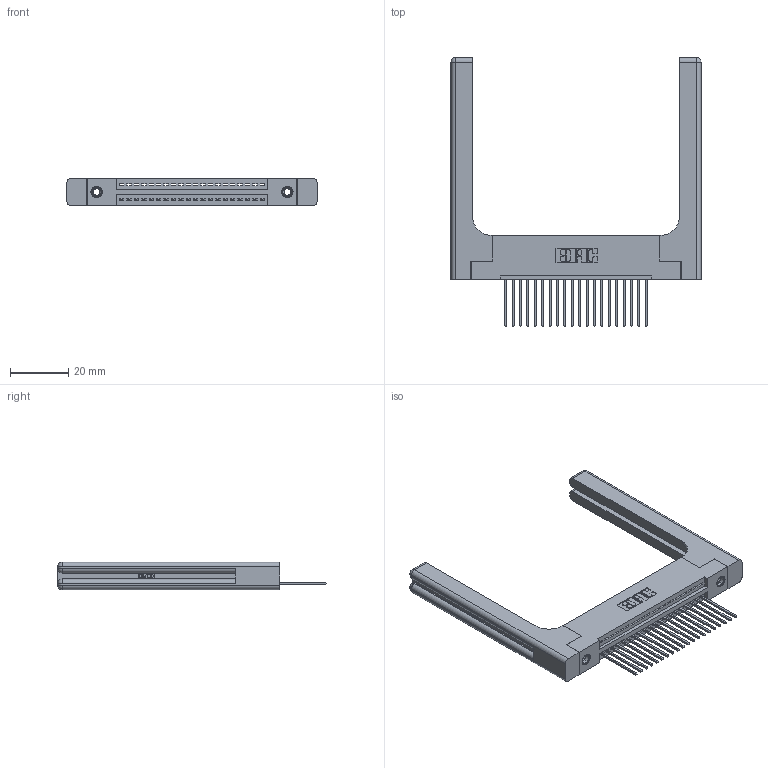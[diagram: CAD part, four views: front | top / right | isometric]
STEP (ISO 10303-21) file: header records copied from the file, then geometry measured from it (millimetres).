
FILE_DESCRIPTION (( 'STEP AP203' ), '1' );
FILE_NAME ('395-020-542-158.STEP', '2019-10-17T19:07:37', ( '' ), ( '' ), 'SwSTEP 2.0', 'SolidWorks 2016', '' );
FILE_SCHEMA (( 'CONFIG_CONTROL_DESIGN' ));
Length unit declared in the file: inch
Products named in the file (5): 395-020-542-158; 345-220-058_345-220-058; 345-292-001_345-293-142; 345-250-001_345-250-001-102; 345 Part_Flush Mounting Lugs - 0.156 Dia-TH
Assembly tree (25 placements, depth 2):
  395-020-542-158
    345 Part_Flush Mounting Lugs - 0.156 Dia-TH
    345-292-001_345-293-142  x20
    345-250-001_345-250-001-102  x2
    345-220-058_345-220-058  x2
Bounding box: 85.83 x 92.25 x 9.4 mm (x, y, z)
Volume: 16521.1 mm3; surface area: 15940.8 mm2
Topology: 25 solids, 25 shells, 1542 faces, 4527 edges, 2970 vertices
Faces by surface type: plane 1028, cylinder 454, bspline 36, cone 12, sphere 8, torus 4
Entity records: 23214 total; most frequent: CARTESIAN_POINT 4993, ORIENTED_EDGE 3744, DIRECTION 3340, EDGE_CURVE 1872, LINE 1568, VECTOR 1568, VERTEX_POINT 1238, AXIS2_PLACEMENT_3D 886
